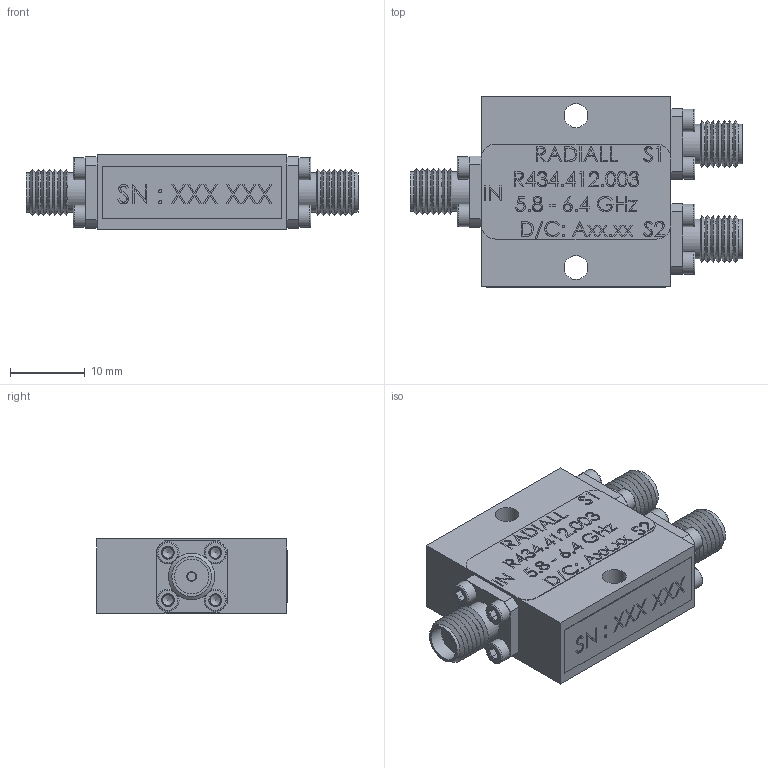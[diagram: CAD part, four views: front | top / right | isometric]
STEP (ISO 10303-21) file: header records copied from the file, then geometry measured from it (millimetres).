
FILE_DESCRIPTION (( 'STEP AP203' ), '1' );
FILE_NAME ('R434.412.003.STEP', '2017-11-09T03:28:15', ( '' ), ( '' ), 'SwSTEP 2.0', 'SolidWorks 2017', '' );
FILE_SCHEMA (( 'CONFIG_CONTROL_DESIGN' ));
Length unit declared in the file: millimetre
Products named in the file (1): R434.412.003
Bounding box: 44.4 x 25.5 x 10.08 mm (x, y, z)
Volume: 7305.9 mm3; surface area: 4656.3 mm2
Topology: 2 solids, 29 shells, 1033 faces, 2622 edges, 1735 vertices
Faces by surface type: plane 600, bspline 215, cone 107, cylinder 87, torus 24
Full cylindrical faces by diameter (mm): 1.1 x3, 1.221 x12, 1.27 x6, 1.6 x12, 1.8 x12, 3 x12, 3.2 x2, 4.1 x3, 4.6 x3, 5.3 x6
Entity records: 40235 total; most frequent: CARTESIAN_POINT 18081, ORIENTED_EDGE 4642, DIRECTION 3722, EDGE_CURVE 2321, VERTEX_POINT 1626, LINE 1528, VECTOR 1528, EDGE_LOOP 1347
